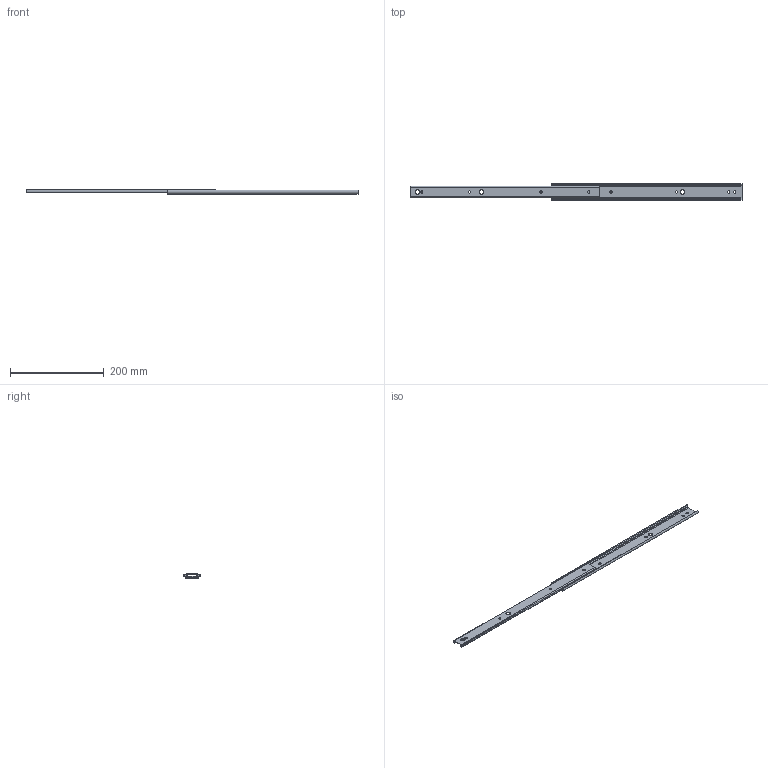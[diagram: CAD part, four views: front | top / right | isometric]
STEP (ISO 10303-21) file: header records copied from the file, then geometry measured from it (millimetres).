
FILE_DESCRIPTION (( 'STEP AP203' ), '1' );
FILE_NAME ('KC-251-16.STEP', '2015-08-11T01:12:31', ( '' ), ( '' ), 'SwSTEP 2.0', 'SolidWorks 2012', '' );
FILE_SCHEMA (( 'CONFIG_CONTROL_DESIGN' ));
Length unit declared in the file: millimetre
Products named in the file (4): KC-251-16; KC-251-16儕僥僫乕_; KC-251-16僀儞僫乕_; KC-251-16傾僂僞乕_
Assembly tree (3 placements, depth 2):
  KC-251-16
    KC-251-16傾僂僞乕_
    KC-251-16僀儞僫乕_
    KC-251-16儕僥僫乕_
Bounding box: 708.4 x 35.3 x 9.6 mm (x, y, z)
Volume: 53947.4 mm3; surface area: 74119.7 mm2
Topology: 3 solids, 3 shells, 112 faces, 316 edges, 210 vertices
Faces by surface type: plane 58, cylinder 54
Entity records: 4122 total; most frequent: DIRECTION 660, CARTESIAN_POINT 644, ORIENTED_EDGE 632, EDGE_CURVE 316, AXIS2_PLACEMENT_3D 226, VERTEX_POINT 210, VECTOR 208, LINE 208
